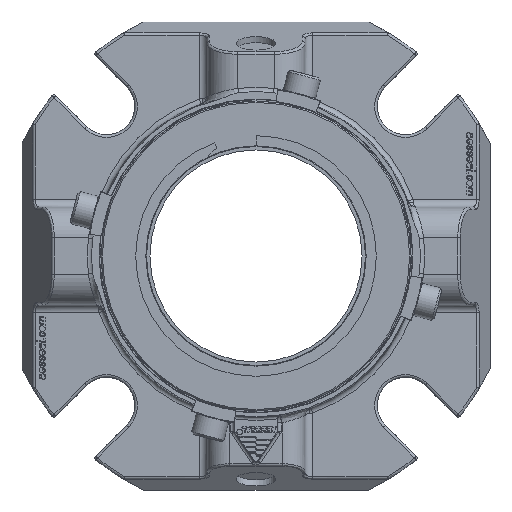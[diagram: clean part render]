
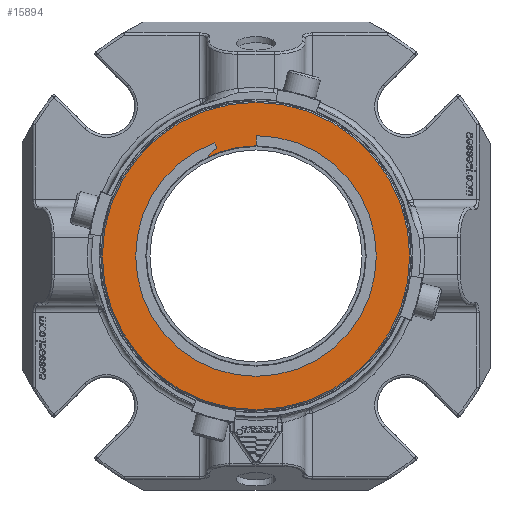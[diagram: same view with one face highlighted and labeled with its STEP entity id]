
A CAD part, left-side view. The second image highlights one B-rep face of the part: STEP entity #15894.
In plain terms, the highlighted planar face has unit normal (-1, 0, 0).
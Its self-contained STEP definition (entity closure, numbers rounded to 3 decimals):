
#929=LINE('',#22876,#1985);
#932=LINE('',#22884,#1988);
#1985=VECTOR('',#18581,1000.);
#1988=VECTOR('',#18590,1000.);
#3179=PLANE('',#16936);
#3508=ORIENTED_EDGE('',*,*,#8455,.F.);
#3509=ORIENTED_EDGE('',*,*,#8453,.F.);
#3510=ORIENTED_EDGE('',*,*,#8451,.T.);
#3511=ORIENTED_EDGE('',*,*,#8449,.T.);
#3512=ORIENTED_EDGE('',*,*,#8448,.T.);
#3513=ORIENTED_EDGE('',*,*,#8464,.T.);
#8448=EDGE_CURVE('',#10935,#10936,#12517,.F.);
#8449=EDGE_CURVE('',#10937,#10935,#12518,.T.);
#8451=EDGE_CURVE('',#10938,#10937,#929,.T.);
#8453=EDGE_CURVE('',#10938,#10939,#12519,.T.);
#8455=EDGE_CURVE('',#10939,#10936,#932,.T.);
#8464=EDGE_CURVE('',#10948,#10948,#12528,.T.);
#10935=VERTEX_POINT('',#22867);
#10936=VERTEX_POINT('',#22869);
#10937=VERTEX_POINT('',#22873);
#10938=VERTEX_POINT('',#22877);
#10939=VERTEX_POINT('',#22881);
#10948=VERTEX_POINT('',#22911);
#12517=CIRCLE('',#16913,42.062);
#12518=CIRCLE('',#16915,6.35);
#12519=CIRCLE('',#16918,46.838);
#12528=CIRCLE('',#16937,59.817);
#13336=EDGE_LOOP('',(#3508,#3509,#3510,#3511,#3512));
#13337=EDGE_LOOP('',(#3513));
#14458=FACE_BOUND('',#13336,.T.);
#14459=FACE_BOUND('',#13337,.T.);
#15894=ADVANCED_FACE('',(#14458,#14459),#3179,.T.);
#16913=AXIS2_PLACEMENT_3D('',#22870,#18572,#18573);
#16915=AXIS2_PLACEMENT_3D('',#22872,#18576,#18577);
#16918=AXIS2_PLACEMENT_3D('',#22880,#18585,#18586);
#16936=AXIS2_PLACEMENT_3D('',#22909,#18623,#18624);
#16937=AXIS2_PLACEMENT_3D('',#22910,#18625,#18626);
#18572=DIRECTION('',(-1.,0.,0.));
#18573=DIRECTION('',(0.,0.,1.));
#18576=DIRECTION('',(-1.,0.,0.));
#18577=DIRECTION('',(0.,0.,1.));
#18581=DIRECTION('',(0.,-0.342,-0.94));
#18585=DIRECTION('',(-1.,0.,0.));
#18586=DIRECTION('',(0.,0.,1.));
#18590=DIRECTION('',(0.,0.,-1.));
#18623=DIRECTION('',(-1.,0.,0.));
#18624=DIRECTION('',(0.,0.,1.));
#18625=DIRECTION('',(-1.,0.,0.));
#18626=DIRECTION('',(0.,0.,1.));
#22867=CARTESIAN_POINT('',(-103.505,19.166,37.442));
#22869=CARTESIAN_POINT('',(-103.505,0.,42.062));
#22870=CARTESIAN_POINT('',(-103.505,0.,0.));
#22872=CARTESIAN_POINT('',(-103.505,13.031,35.802));
#22873=CARTESIAN_POINT('',(-103.505,15.203,41.769));
#22876=CARTESIAN_POINT('',(-103.505,0.,0.));
#22877=CARTESIAN_POINT('',(-103.505,16.019,44.013));
#22880=CARTESIAN_POINT('',(-103.505,0.,0.));
#22881=CARTESIAN_POINT('',(-103.505,0.,46.838));
#22884=CARTESIAN_POINT('',(-103.505,0.,0.));
#22909=CARTESIAN_POINT('',(-103.505,0.,-60.325));
#22910=CARTESIAN_POINT('',(-103.505,0.,0.));
#22911=CARTESIAN_POINT('',(-103.505,0.,59.817));
